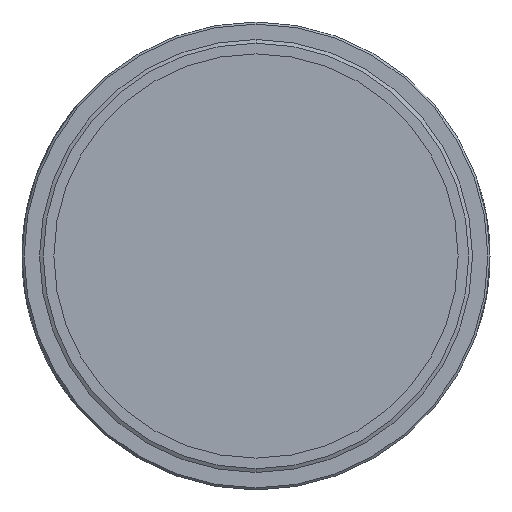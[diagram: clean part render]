
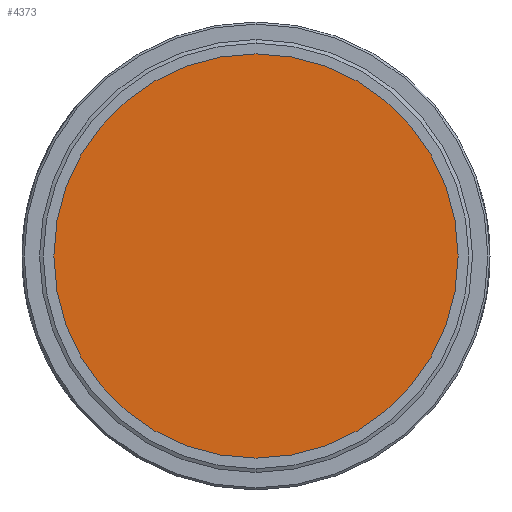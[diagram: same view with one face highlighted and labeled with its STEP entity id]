
A CAD part, left-side view. The second image highlights one B-rep face of the part: STEP entity #4373.
In plain terms, the highlighted planar face has unit normal (-1, 0, 0).
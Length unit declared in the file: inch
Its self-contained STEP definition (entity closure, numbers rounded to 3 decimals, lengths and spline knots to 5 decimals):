
#625 = CARTESIAN_POINT ( 'NONE',  ( -0.105, 0., 0. ) ) ;
#1893 = DIRECTION ( 'NONE',  ( 0., 0., -1. ) ) ;
#2095 = AXIS2_PLACEMENT_3D ( 'NONE', #10440, #2998, #11688 ) ;
#2998 = DIRECTION ( 'NONE',  ( 1., 0., 0. ) ) ;
#3616 = CIRCLE ( 'NONE', #2095, 0.99722 ) ;
#3692 = EDGE_CURVE ( 'NONE', #12821, #4357, #12622, .T. ) ;
#4357 = VERTEX_POINT ( 'NONE', #6867 ) ;
#4373 = ADVANCED_FACE ( 'NONE', ( #15664 ), #8102, .F. ) ;
#5688 = CARTESIAN_POINT ( 'NONE',  ( -0.105, 0., 0.99722 ) ) ;
#6495 = AXIS2_PLACEMENT_3D ( 'NONE', #14555, #7189, #15795 ) ;
#6867 = CARTESIAN_POINT ( 'NONE',  ( -0.105, 0., -0.99722 ) ) ;
#7189 = DIRECTION ( 'NONE',  ( 1., 0., 0. ) ) ;
#7391 = ORIENTED_EDGE ( 'NONE', *, *, #3692, .F. ) ;
#7842 = AXIS2_PLACEMENT_3D ( 'NONE', #625, #9352, #1893 ) ;
#7927 = EDGE_LOOP ( 'NONE', ( #13253, #7391 ) ) ;
#8102 = PLANE ( 'NONE',  #7842 ) ;
#9352 = DIRECTION ( 'NONE',  ( 1., 0., 0. ) ) ;
#10440 = CARTESIAN_POINT ( 'NONE',  ( -0.105, 0., 0. ) ) ;
#11688 = DIRECTION ( 'NONE',  ( 0., 0., -1. ) ) ;
#12622 = CIRCLE ( 'NONE', #6495, 0.99722 ) ;
#12821 = VERTEX_POINT ( 'NONE', #5688 ) ;
#13253 = ORIENTED_EDGE ( 'NONE', *, *, #14739, .F. ) ;
#14555 = CARTESIAN_POINT ( 'NONE',  ( -0.105, 0., 0. ) ) ;
#14739 = EDGE_CURVE ( 'NONE', #4357, #12821, #3616, .T. ) ;
#15664 = FACE_OUTER_BOUND ( 'NONE', #7927, .T. ) ;
#15795 = DIRECTION ( 'NONE',  ( 0., 0., -1. ) ) ;
